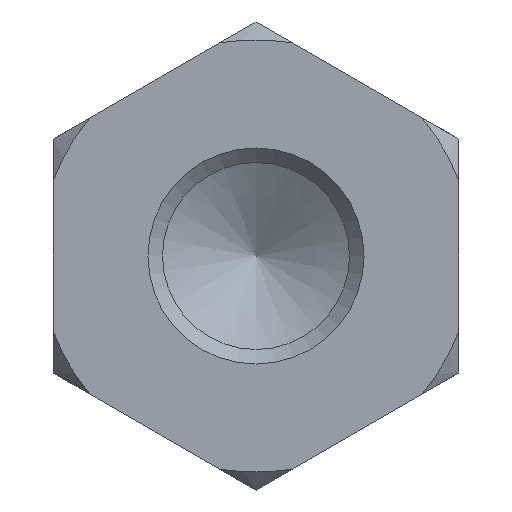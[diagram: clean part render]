
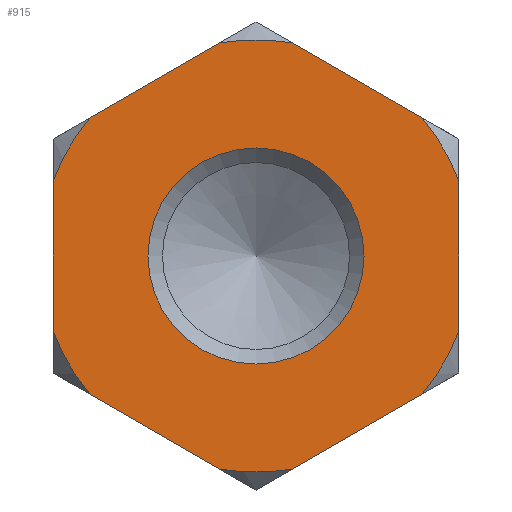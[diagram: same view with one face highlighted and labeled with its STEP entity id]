
A CAD part, front view. The second image highlights one B-rep face of the part: STEP entity #915.
In plain terms, the highlighted planar face has unit normal (0, -1, 0).
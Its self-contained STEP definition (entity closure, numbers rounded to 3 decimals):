
#915 = ADVANCED_FACE( '', ( #1842, #1843 ), #1844, .F. );
#1842 = FACE_BOUND( '', #2775, .T. );
#1843 = FACE_OUTER_BOUND( '', #2776, .T. );
#1844 = PLANE( '', #2777 );
#2775 = EDGE_LOOP( '', ( #5511 ) );
#2776 = EDGE_LOOP( '', ( #5512, #5513, #5514, #5515, #5516, #5517, #5518, #5519, #5520, #5521, #5522, #5523 ) );
#2777 = AXIS2_PLACEMENT_3D( '', #5524, #5525, #5526 );
#5511 = ORIENTED_EDGE( '', *, *, #6237, .F. );
#5512 = ORIENTED_EDGE( '', *, *, #6044, .F. );
#5513 = ORIENTED_EDGE( '', *, *, #6612, .T. );
#5514 = ORIENTED_EDGE( '', *, *, #6175, .F. );
#5515 = ORIENTED_EDGE( '', *, *, #5637, .T. );
#5516 = ORIENTED_EDGE( '', *, *, #6206, .F. );
#5517 = ORIENTED_EDGE( '', *, *, #6296, .T. );
#5518 = ORIENTED_EDGE( '', *, *, #6669, .F. );
#5519 = ORIENTED_EDGE( '', *, *, #6564, .T. );
#5520 = ORIENTED_EDGE( '', *, *, #6135, .F. );
#5521 = ORIENTED_EDGE( '', *, *, #6673, .T. );
#5522 = ORIENTED_EDGE( '', *, *, #6479, .F. );
#5523 = ORIENTED_EDGE( '', *, *, #5661, .T. );
#5524 = CARTESIAN_POINT( '', ( 16., 0., 0. ) );
#5525 = DIRECTION( '', ( 0., 1., 0. ) );
#5526 = DIRECTION( '', ( 0., 0., 1. ) );
#5637 = EDGE_CURVE( '', #6738, #6740, #6742, .T. );
#5661 = EDGE_CURVE( '', #6784, #6781, #6785, .T. );
#6044 = EDGE_CURVE( '', #7442, #6781, #7444, .T. );
#6135 = EDGE_CURVE( '', #7582, #7584, #7585, .T. );
#6175 = EDGE_CURVE( '', #6738, #7642, #7643, .T. );
#6206 = EDGE_CURVE( '', #7686, #6740, #7688, .T. );
#6237 = EDGE_CURVE( '', #7727, #7727, #7728, .T. );
#6296 = EDGE_CURVE( '', #7686, #7804, #7806, .T. );
#6479 = EDGE_CURVE( '', #6784, #8032, #8033, .T. );
#6564 = EDGE_CURVE( '', #8133, #7584, #8135, .T. );
#6612 = EDGE_CURVE( '', #7442, #7642, #8189, .T. );
#6669 = EDGE_CURVE( '', #8133, #7804, #8251, .T. );
#6673 = EDGE_CURVE( '', #7582, #8032, #8255, .T. );
#6738 = VERTEX_POINT( '', #8343 );
#6740 = VERTEX_POINT( '', #8348 );
#6742 = CIRCLE( '', #8355, 16. );
#6781 = VERTEX_POINT( '', #8408 );
#6784 = VERTEX_POINT( '', #8414 );
#6785 = CIRCLE( '', #8415, 16. );
#7442 = VERTEX_POINT( '', #9306 );
#7444 = LINE( '', #9313, #9314 );
#7582 = VERTEX_POINT( '', #9530 );
#7584 = VERTEX_POINT( '', #9535 );
#7585 = LINE( '', #9536, #9537 );
#7642 = VERTEX_POINT( '', #9629 );
#7643 = LINE( '', #9630, #9631 );
#7686 = VERTEX_POINT( '', #9715 );
#7688 = LINE( '', #9720, #9721 );
#7727 = VERTEX_POINT( '', #9795 );
#7728 = CIRCLE( '', #9796, 8. );
#7804 = VERTEX_POINT( '', #9910 );
#7806 = CIRCLE( '', #9915, 16. );
#8032 = VERTEX_POINT( '', #10286 );
#8033 = LINE( '', #10287, #10288 );
#8133 = VERTEX_POINT( '', #10446 );
#8135 = CIRCLE( '', #10453, 16. );
#8189 = CIRCLE( '', #10534, 16. );
#8251 = LINE( '', #10623, #10624 );
#8255 = CIRCLE( '', #10628, 16. );
#8343 = CARTESIAN_POINT( '', ( -2.678, 0., -15.774 ) );
#8348 = CARTESIAN_POINT( '', ( 2.678, 0., -15.774 ) );
#8355 = AXIS2_PLACEMENT_3D( '', #10689, #10690, #10691 );
#8408 = CARTESIAN_POINT( '', ( -15., 0., 5.568 ) );
#8414 = CARTESIAN_POINT( '', ( -12.322, 0., 10.206 ) );
#8415 = AXIS2_PLACEMENT_3D( '', #10712, #10713, #10714 );
#9306 = CARTESIAN_POINT( '', ( -15., 0., -5.568 ) );
#9313 = CARTESIAN_POINT( '', ( -15., 0., 0. ) );
#9314 = VECTOR( '', #11256, 1000. );
#9530 = CARTESIAN_POINT( '', ( 2.678, 0., 15.774 ) );
#9535 = CARTESIAN_POINT( '', ( 12.322, 0., 10.206 ) );
#9536 = CARTESIAN_POINT( '', ( 19.5, 0., 6.062 ) );
#9537 = VECTOR( '', #11326, 1000. );
#9629 = CARTESIAN_POINT( '', ( -12.322, 0., -10.206 ) );
#9630 = CARTESIAN_POINT( '', ( 4.5, 0., -19.919 ) );
#9631 = VECTOR( '', #11357, 1000. );
#9715 = CARTESIAN_POINT( '', ( 12.322, 0., -10.206 ) );
#9720 = CARTESIAN_POINT( '', ( 19.5, 0., -6.062 ) );
#9721 = VECTOR( '', #11376, 1000. );
#9795 = CARTESIAN_POINT( '', ( 0., 0., -8. ) );
#9796 = AXIS2_PLACEMENT_3D( '', #11397, #11398, #11399 );
#9910 = CARTESIAN_POINT( '', ( 15., 0., -5.568 ) );
#9915 = AXIS2_PLACEMENT_3D( '', #11438, #11439, #11440 );
#10286 = CARTESIAN_POINT( '', ( -2.678, 0., 15.774 ) );
#10287 = CARTESIAN_POINT( '', ( 4.5, 0., 19.919 ) );
#10288 = VECTOR( '', #11571, 1000. );
#10446 = CARTESIAN_POINT( '', ( 15., 0., 5.568 ) );
#10453 = AXIS2_PLACEMENT_3D( '', #11628, #11629, #11630 );
#10534 = AXIS2_PLACEMENT_3D( '', #11658, #11659, #11660 );
#10623 = CARTESIAN_POINT( '', ( 15., 0., 0. ) );
#10624 = VECTOR( '', #11688, 1000. );
#10628 = AXIS2_PLACEMENT_3D( '', #11689, #11690, #11691 );
#10689 = CARTESIAN_POINT( '', ( 0., 0., 0. ) );
#10690 = DIRECTION( '', ( 0., -1., 0. ) );
#10691 = DIRECTION( '', ( 0., 0., -1. ) );
#10712 = CARTESIAN_POINT( '', ( 0., 0., 0. ) );
#10713 = DIRECTION( '', ( 0., -1., 0. ) );
#10714 = DIRECTION( '', ( 0., 0., -1. ) );
#11256 = DIRECTION( '', ( 0., 0., 1. ) );
#11326 = DIRECTION( '', ( 0.866, 0., -0.5 ) );
#11357 = DIRECTION( '', ( -0.866, 0., 0.5 ) );
#11376 = DIRECTION( '', ( -0.866, 0., -0.5 ) );
#11397 = CARTESIAN_POINT( '', ( 0., 0., 0. ) );
#11398 = DIRECTION( '', ( 0., -1., 0. ) );
#11399 = DIRECTION( '', ( 0., 0., -1. ) );
#11438 = CARTESIAN_POINT( '', ( 0., 0., 0. ) );
#11439 = DIRECTION( '', ( 0., -1., 0. ) );
#11440 = DIRECTION( '', ( 0., 0., -1. ) );
#11571 = DIRECTION( '', ( 0.866, 0., 0.5 ) );
#11628 = CARTESIAN_POINT( '', ( 0., 0., 0. ) );
#11629 = DIRECTION( '', ( 0., -1., 0. ) );
#11630 = DIRECTION( '', ( 0., 0., -1. ) );
#11658 = CARTESIAN_POINT( '', ( 0., 0., 0. ) );
#11659 = DIRECTION( '', ( 0., -1., 0. ) );
#11660 = DIRECTION( '', ( 0., 0., -1. ) );
#11688 = DIRECTION( '', ( 0., 0., -1. ) );
#11689 = CARTESIAN_POINT( '', ( 0., 0., 0. ) );
#11690 = DIRECTION( '', ( 0., -1., 0. ) );
#11691 = DIRECTION( '', ( 0., 0., -1. ) );
